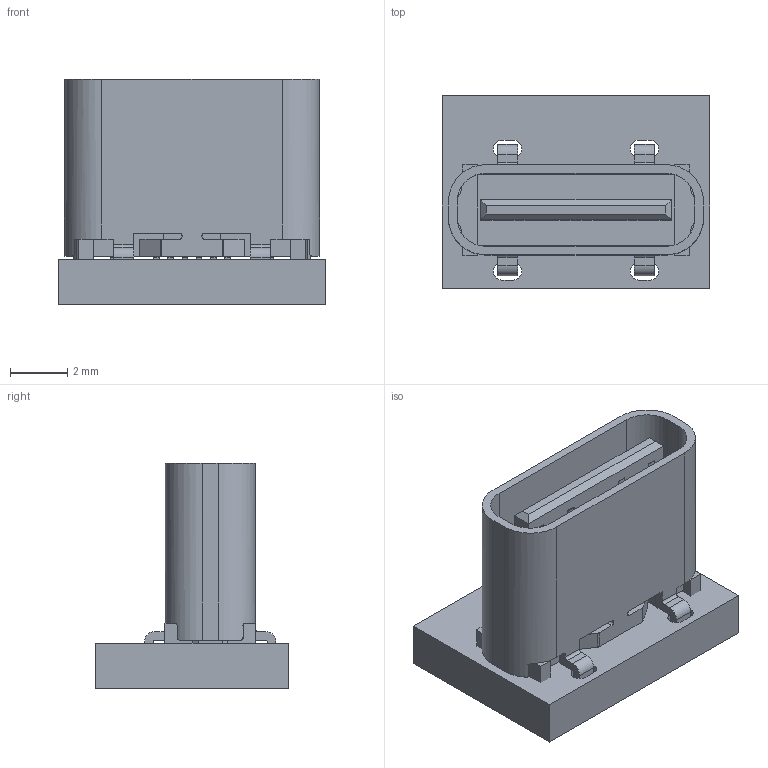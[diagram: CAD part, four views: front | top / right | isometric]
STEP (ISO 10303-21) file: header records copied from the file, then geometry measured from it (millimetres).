
FILE_DESCRIPTION(('Designed by EasyEDA Pro'),'2;1');
FILE_NAME('Open CASCADE Shape Model','2025-04-14T22:19:55',('Author'),( 'Open CASCADE'),'Open CASCADE STEP processor 7.8','Open CASCADE 7.8' ,'Unknown');
FILE_SCHEMA(('AUTOMOTIVE_DESIGN { 1 0 10303 214 1 1 1 1 }'));
Length unit declared in the file: millimetre
Products named in the file (8): EasyEDA PCB Model~8EdH; Board~8EdH; TopCopper~8EdH; BottomCopper~8EdH; TopFpcStiffener~8EdH; BottomFpcStiffener~8EdH; USB1~USB-C-SMD_TYPEC-303-ACP16~USB-C-SMD_TYPEC-303-ACP16~8EdH; USB-C-SMD_TYPEC-303-ACP16~USB-C-SMD_TYPEC-303-ACP16~8EdH
Assembly tree (7 placements, depth 3):
  EasyEDA PCB Model~8EdH
    Board~8EdH
    TopCopper~8EdH
    BottomCopper~8EdH
    TopFpcStiffener~8EdH
    BottomFpcStiffener~8EdH
    USB1~USB-C-SMD_TYPEC-303-ACP16~USB-C-SMD_TYPEC-303-ACP16~8EdH
      USB-C-SMD_TYPEC-303-ACP16~USB-C-SMD_TYPEC-303-ACP16~8EdH
Bounding box: 9.37 x 6.75 x 7.9 mm (x, y, z)
Volume: 178.6 mm3; surface area: 633.6 mm2
Topology: 16 solids, 16 shells, 734 faces, 1997 edges, 1328 vertices
Faces by surface type: plane 542, bspline 112, cylinder 78, cone 2
Entity records: 24718 total; most frequent: CARTESIAN_POINT 6343, ORIENTED_EDGE 3994, DIRECTION 3163, EDGE_CURVE 1997, LINE 1603, VECTOR 1603, VERTEX_POINT 1328, FACE_BOUND 793
